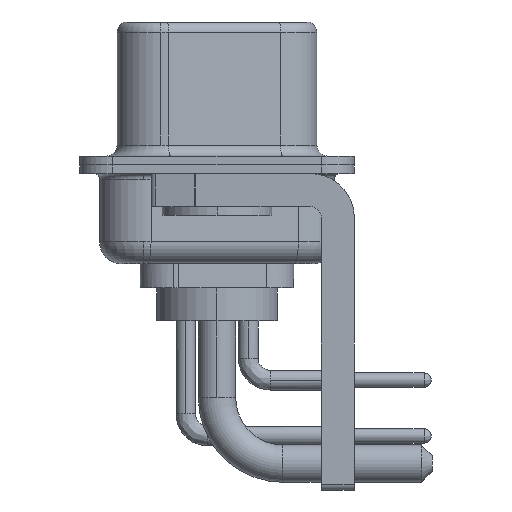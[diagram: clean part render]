
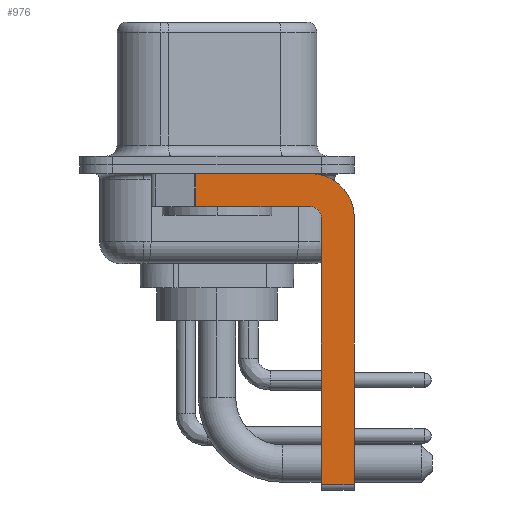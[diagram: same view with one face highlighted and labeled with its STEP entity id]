
A CAD part, left-side view. The second image highlights one B-rep face of the part: STEP entity #976.
In plain terms, the highlighted planar face has unit normal (-1, 0, 0).
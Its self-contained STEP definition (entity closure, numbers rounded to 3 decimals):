
#53 = CARTESIAN_POINT ( 'NONE',  ( -2.9, -4.75, -14.8 ) ) ;
#90 = DIRECTION ( 'NONE',  ( 0., 0., -1. ) ) ;
#676 = ORIENTED_EDGE ( 'NONE', *, *, #22055, .T. ) ;
#976 = ADVANCED_FACE ( 'NONE', ( #22677 ), #9744, .F. ) ;
#1331 = VECTOR ( 'NONE', #15106, 1000. ) ;
#1446 = LINE ( 'NONE', #11193, #9478 ) ;
#1651 = CARTESIAN_POINT ( 'NONE',  ( -2.9, 3., -0.4 ) ) ;
#1820 = VERTEX_POINT ( 'NONE', #18271 ) ;
#2044 = EDGE_CURVE ( 'NONE', #1820, #5977, #14340, .T. ) ;
#2290 = EDGE_CURVE ( 'NONE', #5977, #23927, #20085, .T. ) ;
#2628 = CARTESIAN_POINT ( 'NONE',  ( -2.9, -6.25, -14.55 ) ) ;
#2652 = VERTEX_POINT ( 'NONE', #18797 ) ;
#2725 = DIRECTION ( 'NONE',  ( -1., 0., 0. ) ) ;
#3045 = CARTESIAN_POINT ( 'NONE',  ( -2.9, -4.25, -1.9 ) ) ;
#3361 = ORIENTED_EDGE ( 'NONE', *, *, #21700, .T. ) ;
#4203 = AXIS2_PLACEMENT_3D ( 'NONE', #20952, #5688, #17266 ) ;
#4257 = LINE ( 'NONE', #19413, #11776 ) ;
#4461 = CARTESIAN_POINT ( 'NONE',  ( -2.9, -4.25, -2.4 ) ) ;
#4578 = DIRECTION ( 'NONE',  ( 0., 0., 1. ) ) ;
#5688 = DIRECTION ( 'NONE',  ( 1., 0., 0. ) ) ;
#5977 = VERTEX_POINT ( 'NONE', #3045 ) ;
#6363 = DIRECTION ( 'NONE',  ( 0., -1., 0. ) ) ;
#6715 = ORIENTED_EDGE ( 'NONE', *, *, #15591, .F. ) ;
#7662 = AXIS2_PLACEMENT_3D ( 'NONE', #4461, #2725, #4578 ) ;
#8989 = VECTOR ( 'NONE', #11359, 1000. ) ;
#9412 = DIRECTION ( 'NONE',  ( 0., -1., 0. ) ) ;
#9478 = VECTOR ( 'NONE', #12676, 1000. ) ;
#9744 = PLANE ( 'NONE',  #4203 ) ;
#9820 = DIRECTION ( 'NONE',  ( 1., 0., 0. ) ) ;
#9902 = CARTESIAN_POINT ( 'NONE',  ( -2.9, 0.978, -1.9 ) ) ;
#10141 = ORIENTED_EDGE ( 'NONE', *, *, #12204, .F. ) ;
#10272 = CIRCLE ( 'NONE', #24036, 2. ) ;
#10343 = ORIENTED_EDGE ( 'NONE', *, *, #2044, .F. ) ;
#10585 = VERTEX_POINT ( 'NONE', #23388 ) ;
#11193 = CARTESIAN_POINT ( 'NONE',  ( -2.9, -6.25, -2.4 ) ) ;
#11359 = DIRECTION ( 'NONE',  ( 0., 0., -1. ) ) ;
#11776 = VECTOR ( 'NONE', #6363, 1000. ) ;
#12104 = EDGE_CURVE ( 'NONE', #2652, #23871, #1446, .T. ) ;
#12204 = EDGE_CURVE ( 'NONE', #16351, #2652, #10272, .T. ) ;
#12676 = DIRECTION ( 'NONE',  ( 0., 0., -1. ) ) ;
#13147 = ORIENTED_EDGE ( 'NONE', *, *, #12104, .F. ) ;
#13463 = LINE ( 'NONE', #21201, #8989 ) ;
#14188 = CARTESIAN_POINT ( 'NONE',  ( -2.9, -4.25, -0.4 ) ) ;
#14340 = CIRCLE ( 'NONE', #7662, 0.5 ) ;
#14920 = VECTOR ( 'NONE', #9412, 1000. ) ;
#15106 = DIRECTION ( 'NONE',  ( 0., 0., 1. ) ) ;
#15296 = VERTEX_POINT ( 'NONE', #19327 ) ;
#15591 = EDGE_CURVE ( 'NONE', #10585, #1820, #18786, .T. ) ;
#16351 = VERTEX_POINT ( 'NONE', #14188 ) ;
#16719 = ORIENTED_EDGE ( 'NONE', *, *, #21559, .F. ) ;
#16793 = ORIENTED_EDGE ( 'NONE', *, *, #2290, .F. ) ;
#17266 = DIRECTION ( 'NONE',  ( 0., 0., -1. ) ) ;
#18239 = CARTESIAN_POINT ( 'NONE',  ( -2.9, -4.25, -1.9 ) ) ;
#18271 = CARTESIAN_POINT ( 'NONE',  ( -2.9, -4.75, -2.4 ) ) ;
#18539 = LINE ( 'NONE', #1651, #14920 ) ;
#18786 = LINE ( 'NONE', #53, #1331 ) ;
#18797 = CARTESIAN_POINT ( 'NONE',  ( -2.9, -6.25, -2.4 ) ) ;
#19327 = CARTESIAN_POINT ( 'NONE',  ( -2.9, 0.978, -0.4 ) ) ;
#19413 = CARTESIAN_POINT ( 'NONE',  ( -2.9, -4.25, -14.55 ) ) ;
#20085 = LINE ( 'NONE', #18239, #23376 ) ;
#20952 = CARTESIAN_POINT ( 'NONE',  ( -2.9, -4.25, -2.4 ) ) ;
#21155 = CARTESIAN_POINT ( 'NONE',  ( -2.9, -4.25, -2.4 ) ) ;
#21201 = CARTESIAN_POINT ( 'NONE',  ( -2.9, 0.978, -1.9 ) ) ;
#21559 = EDGE_CURVE ( 'NONE', #15296, #16351, #18539, .T. ) ;
#21700 = EDGE_CURVE ( 'NONE', #15296, #23927, #13463, .T. ) ;
#22055 = EDGE_CURVE ( 'NONE', #10585, #23871, #4257, .T. ) ;
#22301 = EDGE_LOOP ( 'NONE', ( #16719, #3361, #16793, #10343, #6715, #676, #13147, #10141 ) ) ;
#22513 = DIRECTION ( 'NONE',  ( 0., 1., 0. ) ) ;
#22677 = FACE_OUTER_BOUND ( 'NONE', #22301, .T. ) ;
#23376 = VECTOR ( 'NONE', #22513, 1000. ) ;
#23388 = CARTESIAN_POINT ( 'NONE',  ( -2.9, -4.75, -14.55 ) ) ;
#23871 = VERTEX_POINT ( 'NONE', #2628 ) ;
#23927 = VERTEX_POINT ( 'NONE', #9902 ) ;
#24036 = AXIS2_PLACEMENT_3D ( 'NONE', #21155, #9820, #90 ) ;
